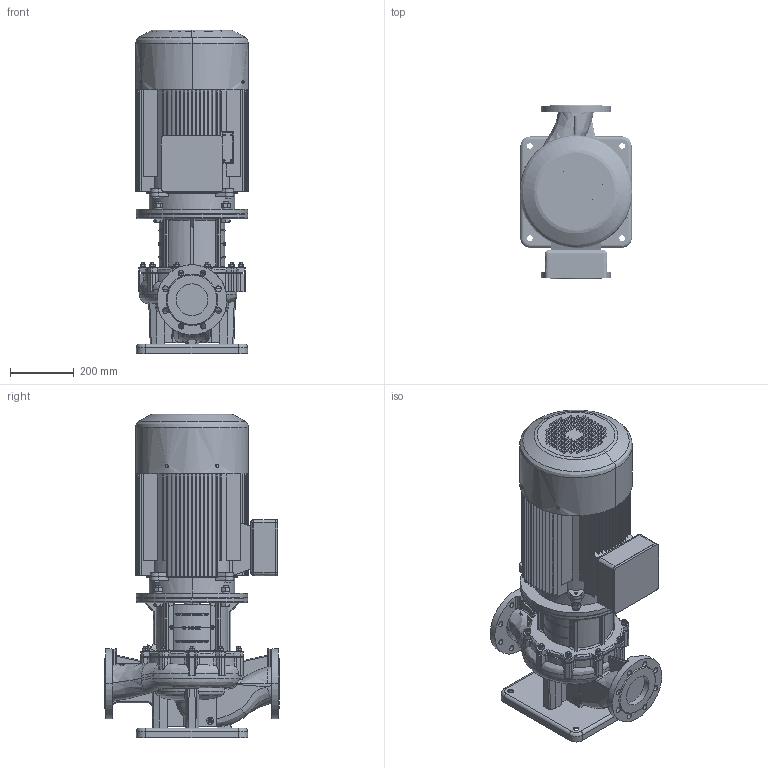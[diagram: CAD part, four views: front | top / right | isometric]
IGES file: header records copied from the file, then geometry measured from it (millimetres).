
Global section: file name: 015P2046 (RV 100-5702); native system: AutoCAD 2021 — Русский (Russian),62HAutod; preprocessor: esk Translation Framework DWG producer (atf_dwg_producer); organization: unknown; date: 20240512.155821; units: millimetre
Bounding box: 355 x 550 x 1018 mm (x, y, z)
Volume: 66499120 mm3; surface area: 3990912.3 mm2
Topology: 72 solids, 73 shells, 3974 faces, 12540 edges, 9154 vertices
Faces by surface type: bspline 3840, revolution 134
